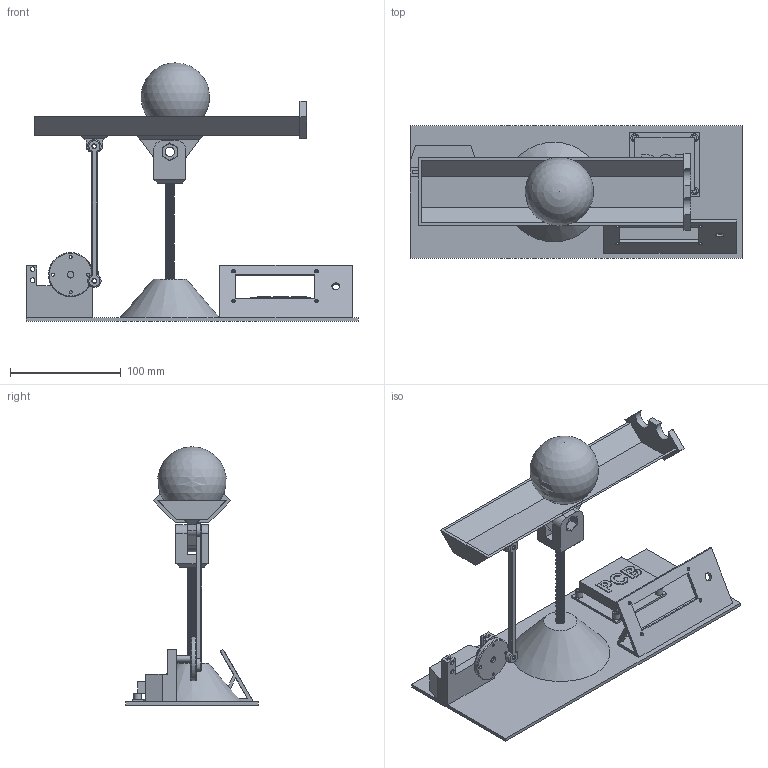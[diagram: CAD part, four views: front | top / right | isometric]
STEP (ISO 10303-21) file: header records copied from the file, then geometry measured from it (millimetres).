
FILE_DESCRIPTION(/* description */ (''),/* implementation_level */ '2;1');
FILE_NAME(/* name */ 'Ball Balancer.step',/* time_stamp */ '2024-08-16T17:12:15+02:00',/* author */ (''),/* organization */ (''),/* preprocessor_version */ 'ST-DEVELOPER v20',/* originating_system */ 'Autodesk Translation Framework v13.14.0.145',/* authorisation */ '');
FILE_SCHEMA (('AUTOMOTIVE_DESIGN { 1 0 10303 214 3 1 1 }'));
Length unit declared in the file: millimetre
Products named in the file (1): Ball Balancer
Bounding box: 300 x 120 x 233.5 mm (x, y, z)
Volume: 527993.2 mm3; surface area: 212556 mm2
Topology: 15 solids, 15 shells, 571 faces, 1553 edges, 1024 vertices
Faces by surface type: cylinder 271, plane 235, bspline 55, cone 9, sphere 1
Full cylindrical faces by diameter (mm): 2.8 x8, 3.2 x4, 3.4 x2, 4.2 x9, 4.4 x5, 6 x3, 6.446 x44, 7 x4, 7.2 x1, 7.866 x73, 8.1 x1, 8.2 x1, 8.4 x2, 22.2 x1
Entity records: 29998 total; most frequent: CARTESIAN_POINT 16470, ORIENTED_EDGE 3102, DIRECTION 2188, EDGE_CURVE 1551, VERTEX_POINT 1024, LINE 872, VECTOR 872, EDGE_LOOP 663
